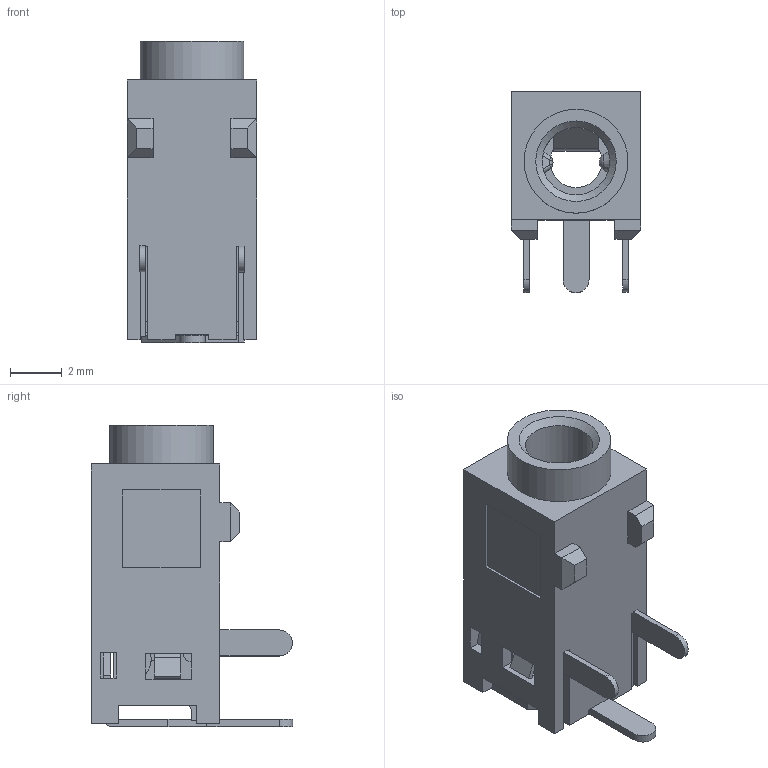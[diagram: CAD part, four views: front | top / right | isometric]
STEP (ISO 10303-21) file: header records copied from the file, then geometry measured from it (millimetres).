
FILE_DESCRIPTION(/* description */ ('Alibre Inc.'),/* implementation_level */ '2;1');
FILE_NAME(/* name */ 'export0',/* time_stamp */ '2014-07-14T17:43:10+09:00',/* author */ (''),/* organization */ (''),/* preprocessor_version */ 'ST-DEVELOPER v14',/* originating_system */ 'Alibre',/* authorisation */ '');
FILE_SCHEMA (('CONFIG_CONTROL_DESIGN'));
Length unit declared in the file: centimetre
Products named in the file (1): ID_1
Bounding box: 5 x 7.75 x 11.63 mm (x, y, z)
Volume: 144.5 mm3; surface area: 623.5 mm2
Topology: 1 solids, 1 shells, 384 faces, 1113 edges, 713 vertices
Faces by surface type: plane 287, cylinder 76, bspline 8, torus 8, cone 5
Full cylindrical faces by diameter (mm): 2 x1, 2.6 x1, 4 x1
Entity records: 12765 total; most frequent: CARTESIAN_POINT 3125, ORIENTED_EDGE 2200, DIRECTION 1621, EDGE_CURVE 1100, VECTOR 849, LINE 849, VERTEX_POINT 712, AXIS2_PLACEMENT_3D 508
